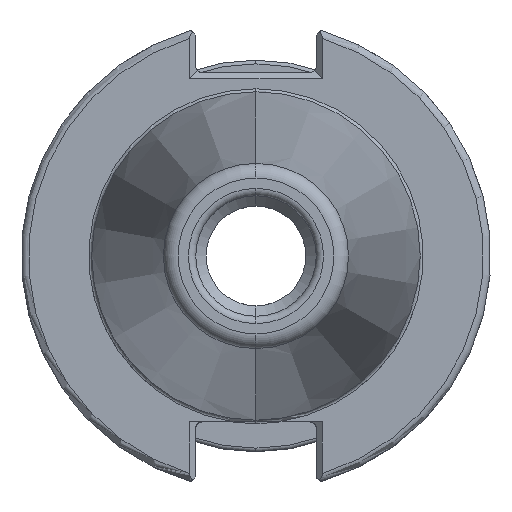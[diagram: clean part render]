
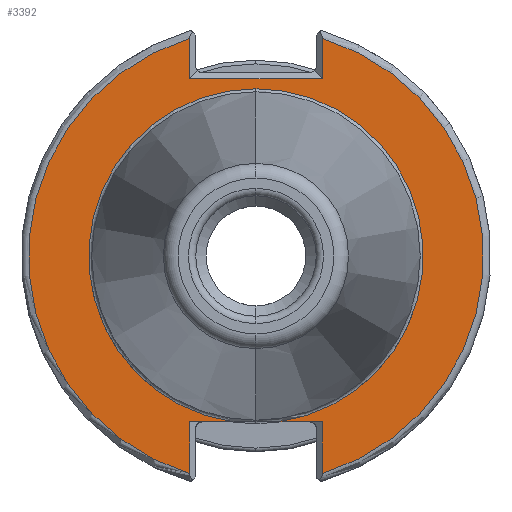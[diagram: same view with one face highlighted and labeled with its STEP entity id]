
A CAD part, left-side view. The second image highlights one B-rep face of the part: STEP entity #3392.
In plain terms, the highlighted planar face has unit normal (-1, 0, 0).
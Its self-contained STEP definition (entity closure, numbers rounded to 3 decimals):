
#3 = AXIS2_PLACEMENT_3D ( 'NONE', #379, #350, #334 ) ;
#21 = VERTEX_POINT ( 'NONE', #5319 ) ;
#182 = CARTESIAN_POINT ( 'NONE',  ( -96.82, 8.99, 24. ) ) ;
#238 = VECTOR ( 'NONE', #4824, 1000. ) ;
#253 = ORIENTED_EDGE ( 'NONE', *, *, #1738, .T. ) ;
#276 = VERTEX_POINT ( 'NONE', #182 ) ;
#282 = CARTESIAN_POINT ( 'NONE',  ( -96.82, 8.99, -22.41 ) ) ;
#329 = EDGE_LOOP ( 'NONE', ( #5083, #2036, #4198, #998, #3272, #1126, #2324, #3416, #1275, #2448, #253 ) ) ;
#334 = DIRECTION ( 'NONE',  ( 0., 0., 1. ) ) ;
#350 = DIRECTION ( 'NONE',  ( -1., 0., 0. ) ) ;
#372 = LINE ( 'NONE', #1769, #1670 ) ;
#379 = CARTESIAN_POINT ( 'NONE',  ( -96.82, 0., 0. ) ) ;
#382 = CIRCLE ( 'NONE', #764, 30.775 ) ;
#451 = DIRECTION ( 'NONE',  ( 0., 0., -1. ) ) ;
#458 = DIRECTION ( 'NONE',  ( -1., 0., 0. ) ) ;
#477 = CARTESIAN_POINT ( 'NONE',  ( -96.82, 0., 0. ) ) ;
#764 = AXIS2_PLACEMENT_3D ( 'NONE', #477, #458, #451 ) ;
#915 = FACE_OUTER_BOUND ( 'NONE', #329, .T. ) ;
#998 = ORIENTED_EDGE ( 'NONE', *, *, #2438, .T. ) ;
#1105 = VERTEX_POINT ( 'NONE', #282 ) ;
#1126 = ORIENTED_EDGE ( 'NONE', *, *, #3746, .F. ) ;
#1220 = CARTESIAN_POINT ( 'NONE',  ( -96.82, -3.112, -22.41 ) ) ;
#1264 = EDGE_CURVE ( 'NONE', #276, #21, #3264, .T. ) ;
#1275 = ORIENTED_EDGE ( 'NONE', *, *, #1584, .T. ) ;
#1317 = EDGE_CURVE ( 'NONE', #21, #3804, #1764, .T. ) ;
#1340 = DIRECTION ( 'NONE',  ( 0., 0., -1. ) ) ;
#1359 = DIRECTION ( 'NONE',  ( 1., 0., 0. ) ) ;
#1363 = CARTESIAN_POINT ( 'NONE',  ( -96.82, 0., 0. ) ) ;
#1364 = VERTEX_POINT ( 'NONE', #2329 ) ;
#1393 = LINE ( 'NONE', #5216, #238 ) ;
#1443 = EDGE_CURVE ( 'NONE', #3804, #1105, #4460, .T. ) ;
#1459 = EDGE_CURVE ( 'NONE', #1997, #1874, #3203, .T. ) ;
#1500 = PLANE ( 'NONE',  #3818 ) ;
#1501 = EDGE_CURVE ( 'NONE', #1874, #3005, #5016, .T. ) ;
#1584 = EDGE_CURVE ( 'NONE', #3005, #3874, #382, .T. ) ;
#1608 = EDGE_CURVE ( 'NONE', #3874, #4668, #1393, .T. ) ;
#1670 = VECTOR ( 'NONE', #1811, 1000. ) ;
#1712 = DIRECTION ( 'NONE',  ( 0., 0., -1. ) ) ;
#1738 = EDGE_CURVE ( 'NONE', #4668, #276, #4953, .T. ) ;
#1757 = CARTESIAN_POINT ( 'NONE',  ( -96.82, -8.99, 0. ) ) ;
#1764 = CIRCLE ( 'NONE', #2040, 30.775 ) ;
#1769 = CARTESIAN_POINT ( 'NONE',  ( -96.82, -8.19, -22.41 ) ) ;
#1811 = DIRECTION ( 'NONE',  ( 0., -1., 0. ) ) ;
#1874 = VERTEX_POINT ( 'NONE', #3934 ) ;
#1963 = VECTOR ( 'NONE', #1712, 1000. ) ;
#1997 = VERTEX_POINT ( 'NONE', #1220 ) ;
#2036 = ORIENTED_EDGE ( 'NONE', *, *, #1317, .T. ) ;
#2040 = AXIS2_PLACEMENT_3D ( 'NONE', #4243, #4220, #4201 ) ;
#2105 = VECTOR ( 'NONE', #2546, 1000. ) ;
#2324 = ORIENTED_EDGE ( 'NONE', *, *, #1459, .T. ) ;
#2329 = CARTESIAN_POINT ( 'NONE',  ( -96.82, 3.112, -22.41 ) ) ;
#2381 = CARTESIAN_POINT ( 'NONE',  ( -96.82, -8.19, -22.41 ) ) ;
#2438 = EDGE_CURVE ( 'NONE', #1105, #1364, #372, .T. ) ;
#2448 = ORIENTED_EDGE ( 'NONE', *, *, #1608, .T. ) ;
#2450 = DIRECTION ( 'NONE',  ( 0., -1., 0. ) ) ;
#2546 = DIRECTION ( 'NONE',  ( 0., 0., 1. ) ) ;
#2566 = CARTESIAN_POINT ( 'NONE',  ( -96.82, 8.99, 0. ) ) ;
#2676 = CARTESIAN_POINT ( 'NONE',  ( -96.82, 8.99, -29.433 ) ) ;
#2708 = CARTESIAN_POINT ( 'NONE',  ( -96.82, 0., 22.625 ) ) ;
#2881 = VECTOR ( 'NONE', #3375, 1000. ) ;
#3005 = VERTEX_POINT ( 'NONE', #3688 ) ;
#3094 = VECTOR ( 'NONE', #2450, 1000. ) ;
#3203 = LINE ( 'NONE', #2381, #3094 ) ;
#3264 = LINE ( 'NONE', #5121, #5187 ) ;
#3272 = ORIENTED_EDGE ( 'NONE', *, *, #4386, .F. ) ;
#3375 = DIRECTION ( 'NONE',  ( 0., 1., 0. ) ) ;
#3392 = ADVANCED_FACE ( 'NONE', ( #915 ), #1500, .F. ) ;
#3416 = ORIENTED_EDGE ( 'NONE', *, *, #1501, .T. ) ;
#3570 = CARTESIAN_POINT ( 'NONE',  ( -96.82, 0., 24. ) ) ;
#3677 = CIRCLE ( 'NONE', #4458, 22.625 ) ;
#3688 = CARTESIAN_POINT ( 'NONE',  ( -96.82, -8.99, -29.433 ) ) ;
#3746 = EDGE_CURVE ( 'NONE', #1997, #5049, #3677, .T. ) ;
#3804 = VERTEX_POINT ( 'NONE', #2676 ) ;
#3818 = AXIS2_PLACEMENT_3D ( 'NONE', #1363, #1359, #1340 ) ;
#3874 = VERTEX_POINT ( 'NONE', #3889 ) ;
#3889 = CARTESIAN_POINT ( 'NONE',  ( -96.82, -8.99, 29.433 ) ) ;
#3934 = CARTESIAN_POINT ( 'NONE',  ( -96.82, -8.99, -22.41 ) ) ;
#4198 = ORIENTED_EDGE ( 'NONE', *, *, #1443, .T. ) ;
#4201 = DIRECTION ( 'NONE',  ( 0., 0., -1. ) ) ;
#4220 = DIRECTION ( 'NONE',  ( -1., 0., 0. ) ) ;
#4243 = CARTESIAN_POINT ( 'NONE',  ( -96.82, 0., 0. ) ) ;
#4386 = EDGE_CURVE ( 'NONE', #5049, #1364, #5281, .T. ) ;
#4458 = AXIS2_PLACEMENT_3D ( 'NONE', #4990, #4983, #4963 ) ;
#4460 = LINE ( 'NONE', #2566, #2105 ) ;
#4610 = CARTESIAN_POINT ( 'NONE',  ( -96.82, -8.99, 24. ) ) ;
#4668 = VERTEX_POINT ( 'NONE', #4610 ) ;
#4824 = DIRECTION ( 'NONE',  ( 0., 0., -1. ) ) ;
#4953 = LINE ( 'NONE', #3570, #2881 ) ;
#4963 = DIRECTION ( 'NONE',  ( 0., 0., 1. ) ) ;
#4983 = DIRECTION ( 'NONE',  ( -1., 0., 0. ) ) ;
#4990 = CARTESIAN_POINT ( 'NONE',  ( -96.82, 0., 0. ) ) ;
#5016 = LINE ( 'NONE', #1757, #1963 ) ;
#5049 = VERTEX_POINT ( 'NONE', #2708 ) ;
#5073 = DIRECTION ( 'NONE',  ( 0., 0., 1. ) ) ;
#5083 = ORIENTED_EDGE ( 'NONE', *, *, #1264, .T. ) ;
#5121 = CARTESIAN_POINT ( 'NONE',  ( -96.82, 8.99, 30.701 ) ) ;
#5187 = VECTOR ( 'NONE', #5073, 1000. ) ;
#5216 = CARTESIAN_POINT ( 'NONE',  ( -96.82, -8.99, 24.8 ) ) ;
#5281 = CIRCLE ( 'NONE', #3, 22.625 ) ;
#5319 = CARTESIAN_POINT ( 'NONE',  ( -96.82, 8.99, 29.433 ) ) ;
